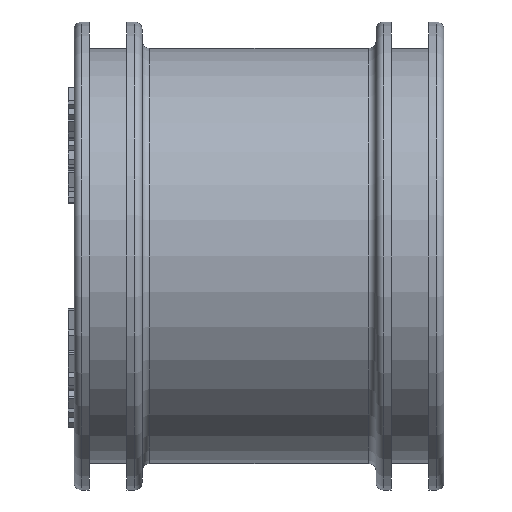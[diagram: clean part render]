
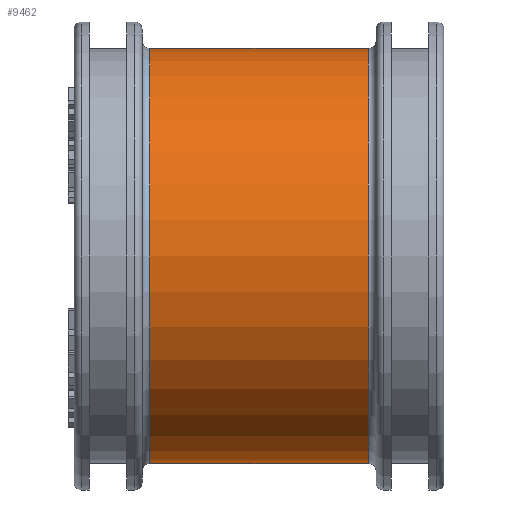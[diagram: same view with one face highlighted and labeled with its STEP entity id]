
A CAD part, left-side view. The second image highlights one B-rep face of the part: STEP entity #9462.
In plain terms, the highlighted cylindrical face has radius 27.5 mm (diameter 55 mm), a partial arc.
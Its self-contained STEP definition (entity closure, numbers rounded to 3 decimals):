
#697=FACE_OUTER_BOUND('',#1296,.T.);
#1296=EDGE_LOOP('',(#6417,#6418,#6419,#6420));
#1863=LINE('',#13676,#2659);
#1864=LINE('',#13678,#2660);
#2659=VECTOR('',#11117,29.);
#2660=VECTOR('',#11120,29.);
#3469=CIRCLE('',#10055,27.5);
#3477=CIRCLE('',#10065,27.5);
#3843=VERTEX_POINT('',#13582);
#3844=VERTEX_POINT('',#13584);
#3851=VERTEX_POINT('',#13600);
#3852=VERTEX_POINT('',#13602);
#4657=EDGE_CURVE('',#3844,#3843,#3469,.T.);
#4665=EDGE_CURVE('',#3852,#3851,#3477,.T.);
#4700=EDGE_CURVE('',#3844,#3851,#1863,.T.);
#4702=EDGE_CURVE('',#3843,#3852,#1864,.T.);
#6417=ORIENTED_EDGE('',*,*,#4700,.F.);
#6418=ORIENTED_EDGE('',*,*,#4657,.T.);
#6419=ORIENTED_EDGE('',*,*,#4702,.T.);
#6420=ORIENTED_EDGE('',*,*,#4665,.T.);
#8667=CYLINDRICAL_SURFACE('',#10188,27.5);
#9462=ADVANCED_FACE('',(#697),#8667,.T.);
#10055=AXIS2_PLACEMENT_3D('',#13585,#11021,#11022);
#10065=AXIS2_PLACEMENT_3D('',#13603,#11041,#11042);
#10188=AXIS2_PLACEMENT_3D('',#14762,#11537,#11538);
#11021=DIRECTION('center_axis',(0.,-1.,0.));
#11022=DIRECTION('ref_axis',(0.,0.,1.));
#11041=DIRECTION('center_axis',(0.,1.,0.));
#11042=DIRECTION('ref_axis',(0.,0.,-1.));
#11117=DIRECTION('',(0.,-1.,0.));
#11120=DIRECTION('',(0.,-1.,0.));
#11537=DIRECTION('center_axis',(0.,-1.,0.));
#11538=DIRECTION('ref_axis',(0.,0.,-1.));
#13582=CARTESIAN_POINT('',(-28.759,26.278,-20.598));
#13584=CARTESIAN_POINT('',(-28.759,26.278,34.402));
#13585=CARTESIAN_POINT('Origin',(-28.759,26.278,6.902));
#13600=CARTESIAN_POINT('',(-28.759,-2.722,34.402));
#13602=CARTESIAN_POINT('',(-28.759,-2.722,-20.598));
#13603=CARTESIAN_POINT('Origin',(-28.759,-2.722,6.902));
#13676=CARTESIAN_POINT('',(-28.759,27.278,34.402));
#13678=CARTESIAN_POINT('',(-28.759,27.278,-20.598));
#14762=CARTESIAN_POINT('Origin',(-28.759,27.278,6.902));
